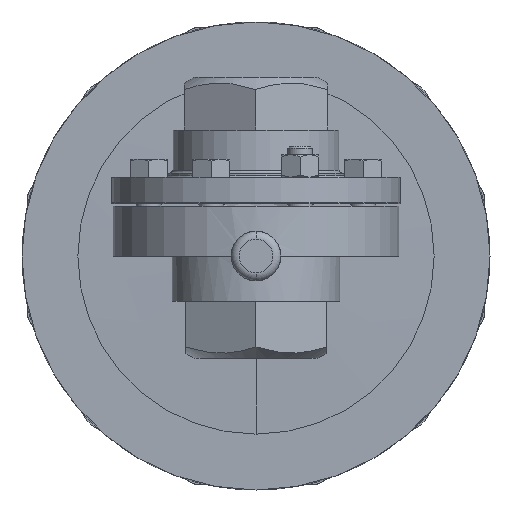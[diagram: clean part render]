
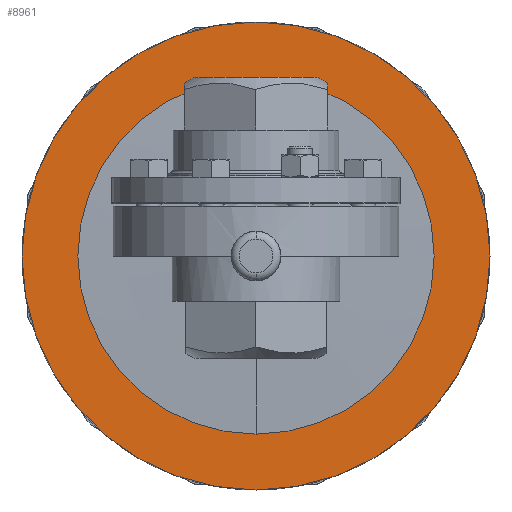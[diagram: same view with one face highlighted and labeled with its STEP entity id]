
A CAD part, front view. The second image highlights one B-rep face of the part: STEP entity #8961.
In plain terms, the highlighted planar face has unit normal (0, -1, 0).
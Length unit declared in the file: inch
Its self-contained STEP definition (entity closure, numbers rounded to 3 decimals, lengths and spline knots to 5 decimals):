
#611 = DIRECTION ( 'NONE',  ( 0., -1., 0. ) ) ;
#1908 = DIRECTION ( 'NONE',  ( 0., 0., -1. ) ) ;
#2714 = VERTEX_POINT ( 'NONE', #9369 ) ;
#3100 = DIRECTION ( 'NONE',  ( 0., 0., -1. ) ) ;
#4470 = AXIS2_PLACEMENT_3D ( 'NONE', #19721, #21361, #19445 ) ;
#5196 = EDGE_CURVE ( 'NONE', #18212, #15297, #17340, .T. ) ;
#5803 = FACE_OUTER_BOUND ( 'NONE', #14889, .T. ) ;
#6467 = AXIS2_PLACEMENT_3D ( 'NONE', #23615, #611, #11255 ) ;
#6870 = EDGE_CURVE ( 'NONE', #2714, #17950, #26480, .T. ) ;
#8961 = ADVANCED_FACE ( 'NONE', ( #11006, #5803 ), #13311, .T. ) ;
#9313 = DIRECTION ( 'NONE',  ( 0., -1., 0. ) ) ;
#9369 = CARTESIAN_POINT ( 'NONE',  ( 0., 2.656, 3.53 ) ) ;
#11006 = FACE_BOUND ( 'NONE', #26043, .T. ) ;
#11255 = DIRECTION ( 'NONE',  ( 0., 0., -1. ) ) ;
#11298 = CARTESIAN_POINT ( 'NONE',  ( 0., 2.656, 2.6875 ) ) ;
#11488 = CARTESIAN_POINT ( 'NONE',  ( 0., 2.656, -3.6025 ) ) ;
#11630 = CARTESIAN_POINT ( 'NONE',  ( 0., 2.656, -2.6875 ) ) ;
#12562 = CARTESIAN_POINT ( 'NONE',  ( 0., 2.656, 0. ) ) ;
#12882 = AXIS2_PLACEMENT_3D ( 'NONE', #24816, #20737, #1908 ) ;
#13311 = PLANE ( 'NONE',  #15247 ) ;
#14423 = ORIENTED_EDGE ( 'NONE', *, *, #6870, .T. ) ;
#14756 = EDGE_CURVE ( 'NONE', #17950, #2714, #25923, .T. ) ;
#14829 = DIRECTION ( 'NONE',  ( 0., 0., -1. ) ) ;
#14889 = EDGE_LOOP ( 'NONE', ( #23282, #14423 ) ) ;
#15247 = AXIS2_PLACEMENT_3D ( 'NONE', #11488, #9313, #3100 ) ;
#15297 = VERTEX_POINT ( 'NONE', #11630 ) ;
#15415 = CIRCLE ( 'NONE', #4470, 2.6875 ) ;
#17340 = CIRCLE ( 'NONE', #6467, 2.6875 ) ;
#17950 = VERTEX_POINT ( 'NONE', #21702 ) ;
#18042 = ORIENTED_EDGE ( 'NONE', *, *, #5196, .F. ) ;
#18212 = VERTEX_POINT ( 'NONE', #11298 ) ;
#19445 = DIRECTION ( 'NONE',  ( 0., 0., -1. ) ) ;
#19721 = CARTESIAN_POINT ( 'NONE',  ( 0., 2.656, 0. ) ) ;
#20307 = ORIENTED_EDGE ( 'NONE', *, *, #24011, .F. ) ;
#20737 = DIRECTION ( 'NONE',  ( 0., -1., 0. ) ) ;
#21169 = DIRECTION ( 'NONE',  ( 0., -1., 0. ) ) ;
#21361 = DIRECTION ( 'NONE',  ( 0., -1., 0. ) ) ;
#21702 = CARTESIAN_POINT ( 'NONE',  ( 0., 2.656, -3.53 ) ) ;
#23282 = ORIENTED_EDGE ( 'NONE', *, *, #14756, .T. ) ;
#23615 = CARTESIAN_POINT ( 'NONE',  ( 0., 2.656, 0. ) ) ;
#24011 = EDGE_CURVE ( 'NONE', #15297, #18212, #15415, .T. ) ;
#24816 = CARTESIAN_POINT ( 'NONE',  ( 0., 2.656, 0. ) ) ;
#24869 = AXIS2_PLACEMENT_3D ( 'NONE', #12562, #21169, #14829 ) ;
#25923 = CIRCLE ( 'NONE', #12882, 3.53 ) ;
#26043 = EDGE_LOOP ( 'NONE', ( #20307, #18042 ) ) ;
#26480 = CIRCLE ( 'NONE', #24869, 3.53 ) ;
